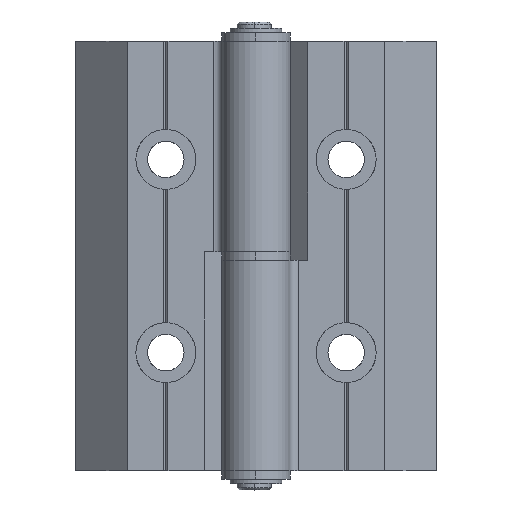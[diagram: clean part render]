
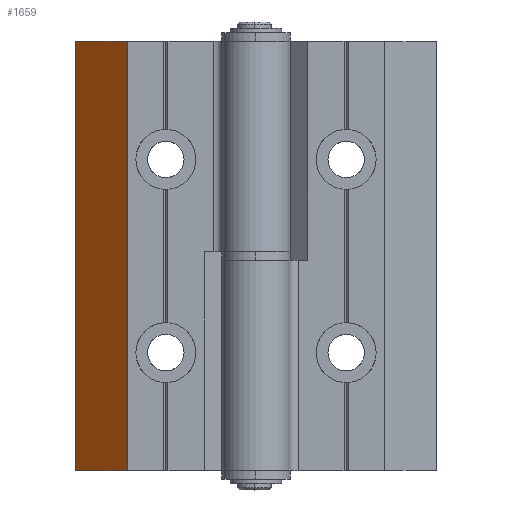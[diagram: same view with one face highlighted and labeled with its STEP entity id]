
A CAD part, top view. The second image highlights one B-rep face of the part: STEP entity #1659.
In plain terms, the highlighted planar face has unit normal (-0.707, 0, 0.707).
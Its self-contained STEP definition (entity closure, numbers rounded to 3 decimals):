
#92 = CARTESIAN_POINT ( 'NONE',  ( -30., 100., 0. ) ) ;
#136 = VECTOR ( 'NONE', #3008, 1000. ) ;
#258 = LINE ( 'NONE', #2884, #1324 ) ;
#292 = DIRECTION ( 'NONE',  ( 0., -1., 0. ) ) ;
#382 = VECTOR ( 'NONE', #1620, 1000. ) ;
#418 = ORIENTED_EDGE ( 'NONE', *, *, #498, .F. ) ;
#498 = EDGE_CURVE ( 'NONE', #2986, #2350, #258, .T. ) ;
#731 = CARTESIAN_POINT ( 'NONE',  ( -30., 0., 0. ) ) ;
#841 = DIRECTION ( 'NONE',  ( 0., -1., 0. ) ) ;
#877 = EDGE_CURVE ( 'NONE', #2349, #1938, #2469, .T. ) ;
#893 = DIRECTION ( 'NONE',  ( 0.707, 0., -0.707 ) ) ;
#1112 = LINE ( 'NONE', #2521, #136 ) ;
#1124 = PLANE ( 'NONE',  #1248 ) ;
#1125 = LINE ( 'NONE', #2795, #382 ) ;
#1248 = AXIS2_PLACEMENT_3D ( 'NONE', #1579, #893, #1559 ) ;
#1324 = VECTOR ( 'NONE', #292, 1000. ) ;
#1559 = DIRECTION ( 'NONE',  ( -0.707, 0., -0.707 ) ) ;
#1579 = CARTESIAN_POINT ( 'NONE',  ( -42., 100., -12. ) ) ;
#1612 = ORIENTED_EDGE ( 'NONE', *, *, #2729, .T. ) ;
#1620 = DIRECTION ( 'NONE',  ( 0.707, 0., 0.707 ) ) ;
#1659 = ADVANCED_FACE ( 'NONE', ( #2483 ), #1124, .F. ) ;
#1741 = CARTESIAN_POINT ( 'NONE',  ( -42., 100., -12. ) ) ;
#1876 = CARTESIAN_POINT ( 'NONE',  ( -42., 100., -12. ) ) ;
#1938 = VERTEX_POINT ( 'NONE', #2879 ) ;
#2262 = ORIENTED_EDGE ( 'NONE', *, *, #2761, .F. ) ;
#2296 = ORIENTED_EDGE ( 'NONE', *, *, #877, .T. ) ;
#2349 = VERTEX_POINT ( 'NONE', #1876 ) ;
#2350 = VERTEX_POINT ( 'NONE', #731 ) ;
#2469 = LINE ( 'NONE', #1741, #2979 ) ;
#2483 = FACE_OUTER_BOUND ( 'NONE', #2918, .T. ) ;
#2521 = CARTESIAN_POINT ( 'NONE',  ( -42., 0., -12. ) ) ;
#2729 = EDGE_CURVE ( 'NONE', #1938, #2350, #1112, .T. ) ;
#2761 = EDGE_CURVE ( 'NONE', #2349, #2986, #1125, .T. ) ;
#2795 = CARTESIAN_POINT ( 'NONE',  ( -42., 100., -12. ) ) ;
#2879 = CARTESIAN_POINT ( 'NONE',  ( -42., 0., -12. ) ) ;
#2884 = CARTESIAN_POINT ( 'NONE',  ( -30., 100., 0. ) ) ;
#2918 = EDGE_LOOP ( 'NONE', ( #1612, #418, #2262, #2296 ) ) ;
#2979 = VECTOR ( 'NONE', #841, 1000. ) ;
#2986 = VERTEX_POINT ( 'NONE', #92 ) ;
#3008 = DIRECTION ( 'NONE',  ( 0.707, 0., 0.707 ) ) ;
